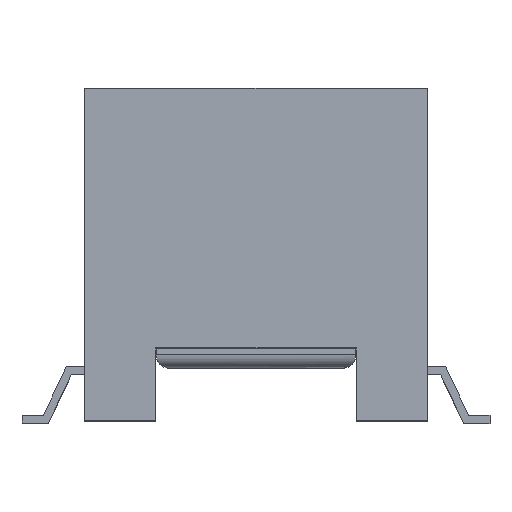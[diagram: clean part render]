
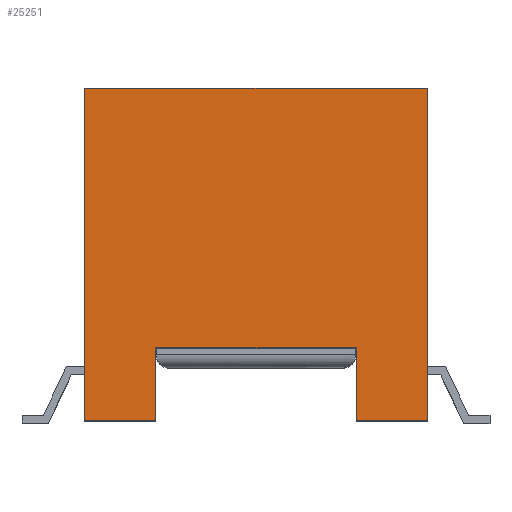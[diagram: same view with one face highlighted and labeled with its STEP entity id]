
A CAD part, top view. The second image highlights one B-rep face of the part: STEP entity #25251.
In plain terms, the highlighted planar face has unit normal (0, 0, 1).
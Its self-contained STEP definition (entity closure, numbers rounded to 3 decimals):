
#1024 = AXIS2_PLACEMENT_3D ( 'NONE', #20314, #20315, #20316 ) ;
#6529 = LINE ( 'NONE', #6530, #8942 ) ;
#6530 = CARTESIAN_POINT ( 'NONE',  ( -6.5, 0., 6.73 ) ) ;
#6531 = DIRECTION ( 'NONE',  ( -1., 0., 0. ) ) ;
#6576 = LINE ( 'NONE', #6577, #8951 ) ;
#6577 = CARTESIAN_POINT ( 'NONE',  ( -3.8, 12.6, 6.73 ) ) ;
#6578 = DIRECTION ( 'NONE',  ( 0., -1., 0. ) ) ;
#6601 = LINE ( 'NONE', #6602, #8954 ) ;
#6602 = CARTESIAN_POINT ( 'NONE',  ( -6.5, 2.75, 6.73 ) ) ;
#6603 = DIRECTION ( 'NONE',  ( -1., 0., 0. ) ) ;
#6610 = LINE ( 'NONE', #6611, #8957 ) ;
#6611 = CARTESIAN_POINT ( 'NONE',  ( 3.8, 12.6, 6.73 ) ) ;
#6612 = DIRECTION ( 'NONE',  ( 0., 1., 0. ) ) ;
#8942 = VECTOR ( 'NONE', #6531, 1000. ) ;
#8951 = VECTOR ( 'NONE', #6578, 1000. ) ;
#8954 = VECTOR ( 'NONE', #6603, 1000. ) ;
#8957 = VECTOR ( 'NONE', #6612, 1000. ) ;
#11214 = LINE ( 'NONE', #11215, #21595 ) ;
#11215 = CARTESIAN_POINT ( 'NONE',  ( -6.5, 12.6, 6.73 ) ) ;
#11216 = DIRECTION ( 'NONE',  ( 0., 1., 0. ) ) ;
#13287 = CARTESIAN_POINT ( 'NONE',  ( 6.5, 0., 6.73 ) ) ;
#13290 = CARTESIAN_POINT ( 'NONE',  ( 6.5, 12.6, 6.73 ) ) ;
#13747 = CARTESIAN_POINT ( 'NONE',  ( -3.8, 0., 6.73 ) ) ;
#13749 = CARTESIAN_POINT ( 'NONE',  ( -3.8, 2.75, 6.73 ) ) ;
#13750 = CARTESIAN_POINT ( 'NONE',  ( 3.8, 2.75, 6.73 ) ) ;
#13878 = CARTESIAN_POINT ( 'NONE',  ( -6.5, 0., 6.73 ) ) ;
#14160 = VERTEX_POINT ( 'NONE', #17932 ) ;
#14163 = VERTEX_POINT ( 'NONE', #17935 ) ;
#14212 = ORIENTED_EDGE ( 'NONE', *, *, #26419, .T. ) ;
#14214 = ORIENTED_EDGE ( 'NONE', *, *, #26657, .F. ) ;
#14215 = ORIENTED_EDGE ( 'NONE', *, *, #26665, .F. ) ;
#14216 = ORIENTED_EDGE ( 'NONE', *, *, #26668, .F. ) ;
#14217 = ORIENTED_EDGE ( 'NONE', *, *, #26418, .F. ) ;
#14218 = ORIENTED_EDGE ( 'NONE', *, *, #26421, .T. ) ;
#14219 = ORIENTED_EDGE ( 'NONE', *, *, #26764, .F. ) ;
#14221 = ORIENTED_EDGE ( 'NONE', *, *, #26642, .F. ) ;
#14411 = VERTEX_POINT ( 'NONE', #13747 ) ;
#14413 = VERTEX_POINT ( 'NONE', #13749 ) ;
#14414 = VERTEX_POINT ( 'NONE', #13750 ) ;
#14636 = VERTEX_POINT ( 'NONE', #13878 ) ;
#17932 = CARTESIAN_POINT ( 'NONE',  ( 3.8, 0., 6.73 ) ) ;
#17935 = CARTESIAN_POINT ( 'NONE',  ( -6.5, 12.6, 6.73 ) ) ;
#20313 = PLANE ( 'NONE',  #1024 ) ;
#20314 = CARTESIAN_POINT ( 'NONE',  ( -6.5, 12.6, 6.73 ) ) ;
#20315 = DIRECTION ( 'NONE',  ( 0., 0., -1. ) ) ;
#20316 = DIRECTION ( 'NONE',  ( -1., 0., 0. ) ) ;
#20426 = VERTEX_POINT ( 'NONE', #13287 ) ;
#20437 = VERTEX_POINT ( 'NONE', #13290 ) ;
#21595 = VECTOR ( 'NONE', #11216, 1000. ) ;
#22699 = FACE_OUTER_BOUND ( 'NONE', #24282, .T. ) ;
#23727 = VECTOR ( 'NONE', #27985, 1000. ) ;
#23728 = VECTOR ( 'NONE', #27988, 1000. ) ;
#23729 = VECTOR ( 'NONE', #27991, 1000. ) ;
#24282 = EDGE_LOOP ( 'NONE', ( #14214, #14215, #14216, #14212, #14218, #14217, #14219, #14221 ) ) ;
#25251 = ADVANCED_FACE ( 'NONE', ( #22699 ), #20313, .F. ) ;
#26418 = EDGE_CURVE ( 'NONE', #14163, #20437, #27983, .T. ) ;
#26419 = EDGE_CURVE ( 'NONE', #14160, #20426, #27986, .T. ) ;
#26421 = EDGE_CURVE ( 'NONE', #20426, #20437, #27989, .T. ) ;
#26642 = EDGE_CURVE ( 'NONE', #14411, #14636, #6529, .T. ) ;
#26657 = EDGE_CURVE ( 'NONE', #14413, #14411, #6576, .T. ) ;
#26665 = EDGE_CURVE ( 'NONE', #14414, #14413, #6601, .T. ) ;
#26668 = EDGE_CURVE ( 'NONE', #14160, #14414, #6610, .T. ) ;
#26764 = EDGE_CURVE ( 'NONE', #14636, #14163, #11214, .T. ) ;
#27983 = LINE ( 'NONE', #27984, #23727 ) ;
#27984 = CARTESIAN_POINT ( 'NONE',  ( 6.5, 12.6, 6.73 ) ) ;
#27985 = DIRECTION ( 'NONE',  ( 1., 0., 0. ) ) ;
#27986 = LINE ( 'NONE', #27987, #23728 ) ;
#27987 = CARTESIAN_POINT ( 'NONE',  ( 6.5, 0., 6.73 ) ) ;
#27988 = DIRECTION ( 'NONE',  ( 1., 0., 0. ) ) ;
#27989 = LINE ( 'NONE', #27990, #23729 ) ;
#27990 = CARTESIAN_POINT ( 'NONE',  ( 6.5, 12.6, 6.73 ) ) ;
#27991 = DIRECTION ( 'NONE',  ( 0., 1., 0. ) ) ;
